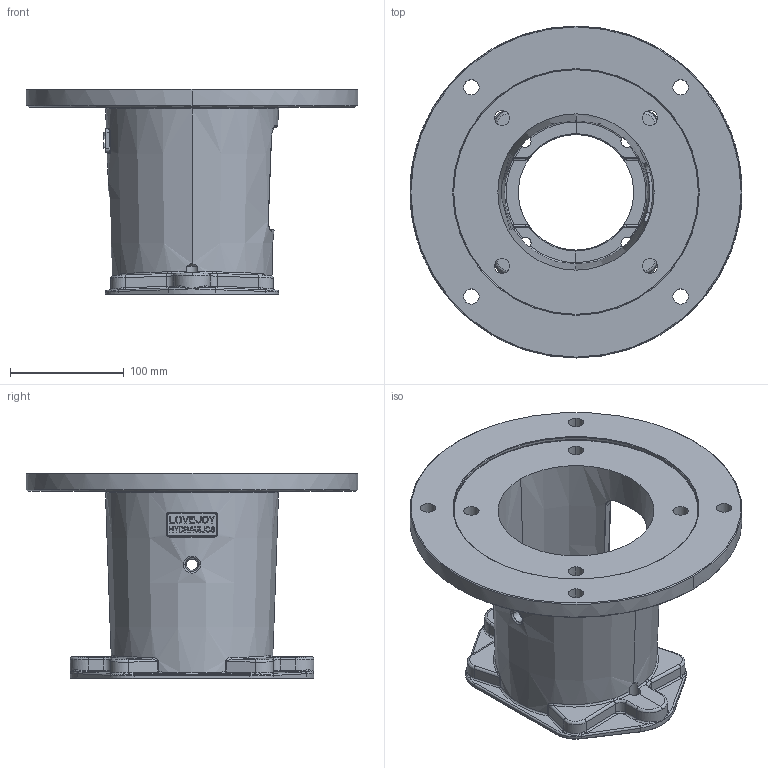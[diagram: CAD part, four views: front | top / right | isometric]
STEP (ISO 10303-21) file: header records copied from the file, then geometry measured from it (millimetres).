
FILE_DESCRIPTION((''),'2;1');
FILE_NAME('84527105234_ASM','2013-04-26T',('ppetruska'),(''),'PRO/ENGINEER BY PARAMETRIC TECHNOLOGY CORPORATION, 2012480','PRO/ENGINEER BY PARAMETRIC TECHNOLOGY CORPORATION, 2012480','');
FILE_SCHEMA(('CONFIG_CONTROL_DESIGN'));
Length unit declared in the file: inch
Products named in the file (3): 84527106043_AF1; 84527106051_AF0_ASM; 84527105234_ASM
Assembly tree (2 placements, depth 3):
  84527105234_ASM
    84527106051_AF0_ASM
      84527106043_AF1
Bounding box: 292.1 x 292.1 x 181.04 mm (x, y, z)
Volume: 1473697.1 mm3; surface area: 299688.2 mm2
Topology: 1 solids, 1 shells, 744 faces, 1955 edges, 1232 vertices
Faces by surface type: plane 442, bspline 133, cylinder 101, cone 40, torus 16, sphere 8, extrusion 4
Entity records: 30156 total; most frequent: CARTESIAN_POINT 12671, ORIENTED_EDGE 3910, DIRECTION 3152, EDGE_CURVE 1955, VECTOR 1320, LINE 1316, VERTEX_POINT 1232, AXIS2_PLACEMENT_3D 916
